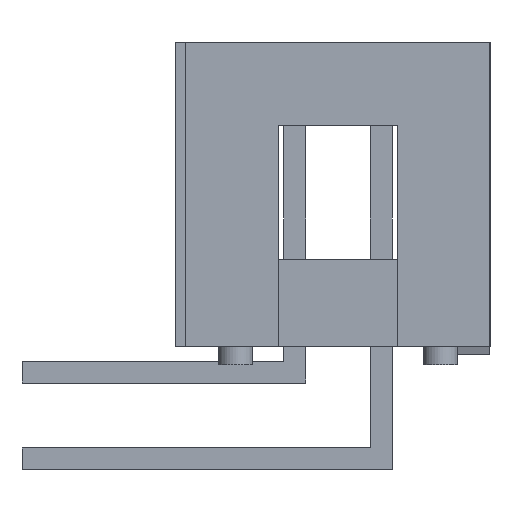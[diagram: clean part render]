
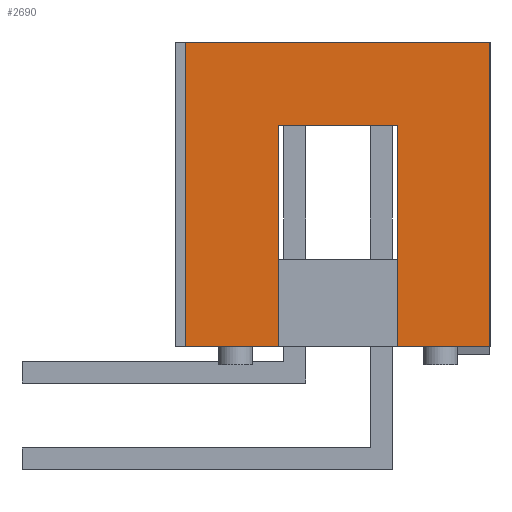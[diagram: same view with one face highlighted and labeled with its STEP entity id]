
A CAD part, left-side view. The second image highlights one B-rep face of the part: STEP entity #2690.
In plain terms, the highlighted planar face has unit normal (-1, 0, 0).
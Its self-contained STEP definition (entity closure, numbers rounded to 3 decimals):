
#2690=ADVANCED_FACE('',(#3478),#3085,.T.);
#3085=PLANE('',#10154);
#3478=FACE_OUTER_BOUND('',#3908,.T.);
#3908=EDGE_LOOP('',(#5666,#5667,#5668,#5669,#5670,#5671,#5672,#5673));
#5666=ORIENTED_EDGE('',*,*,#7660,.T.);
#5667=ORIENTED_EDGE('',*,*,#7657,.T.);
#5668=ORIENTED_EDGE('',*,*,#7661,.T.);
#5669=ORIENTED_EDGE('',*,*,#7662,.T.);
#5670=ORIENTED_EDGE('',*,*,#7663,.T.);
#5671=ORIENTED_EDGE('',*,*,#7507,.F.);
#5672=ORIENTED_EDGE('',*,*,#7664,.T.);
#5673=ORIENTED_EDGE('',*,*,#7560,.T.);
#6563=VERTEX_POINT('',#13677);
#6564=VERTEX_POINT('',#13679);
#6600=VERTEX_POINT('',#13788);
#6601=VERTEX_POINT('',#13790);
#6669=VERTEX_POINT('',#13982);
#6670=VERTEX_POINT('',#13983);
#6671=VERTEX_POINT('',#13990);
#6672=VERTEX_POINT('',#13992);
#7507=EDGE_CURVE('',#6563,#6564,#8526,.T.);
#7560=EDGE_CURVE('',#6601,#6600,#8579,.T.);
#7657=EDGE_CURVE('',#6669,#6670,#8674,.T.);
#7660=EDGE_CURVE('',#6600,#6669,#8677,.T.);
#7661=EDGE_CURVE('',#6670,#6671,#8678,.T.);
#7662=EDGE_CURVE('',#6671,#6672,#8679,.T.);
#7663=EDGE_CURVE('',#6672,#6564,#8680,.T.);
#7664=EDGE_CURVE('',#6563,#6601,#8681,.T.);
#8526=LINE('',#13678,#9539);
#8579=LINE('',#13789,#9592);
#8674=LINE('',#13981,#9687);
#8677=LINE('',#13987,#9690);
#8678=LINE('',#13989,#9691);
#8679=LINE('',#13991,#9692);
#8680=LINE('',#13993,#9693);
#8681=LINE('',#13994,#9694);
#9539=VECTOR('',#11626,1.);
#9592=VECTOR('',#11721,1.);
#9687=VECTOR('',#11874,1.);
#9690=VECTOR('',#11879,1.);
#9691=VECTOR('',#11882,1.);
#9692=VECTOR('',#11883,1.);
#9693=VECTOR('',#11884,1.);
#9694=VECTOR('',#11885,1.);
#10154=AXIS2_PLACEMENT_3D('',#13995,#11886,#11887);
#11626=DIRECTION('',(0.,0.,1.));
#11721=DIRECTION('',(0.,0.,1.));
#11874=DIRECTION('',(0.,0.,-1.));
#11879=DIRECTION('',(0.,-1.,0.));
#11882=DIRECTION('',(0.,-1.,0.));
#11883=DIRECTION('',(0.,0.,1.));
#11884=DIRECTION('',(0.,1.,0.));
#11885=DIRECTION('',(0.,-1.,0.));
#11886=DIRECTION('',(-1.,0.,0.));
#11887=DIRECTION('',(0.,-1.,0.));
#13677=CARTESIAN_POINT('',(-20.3,4.45,-8.9));
#13678=CARTESIAN_POINT('',(-20.3,4.45,-8.9));
#13679=CARTESIAN_POINT('',(-20.3,4.45,0.));
#13788=CARTESIAN_POINT('',(-20.3,1.75,-2.45));
#13789=CARTESIAN_POINT('',(-20.3,1.75,-8.9));
#13790=CARTESIAN_POINT('',(-20.3,1.75,-8.9));
#13981=CARTESIAN_POINT('',(-20.3,-1.75,-2.45));
#13982=CARTESIAN_POINT('',(-20.3,-1.75,-2.45));
#13983=CARTESIAN_POINT('',(-20.3,-1.75,-8.9));
#13987=CARTESIAN_POINT('',(-20.3,1.75,-2.45));
#13989=CARTESIAN_POINT('',(-20.3,-1.75,-8.9));
#13990=CARTESIAN_POINT('',(-20.3,-4.45,-8.9));
#13991=CARTESIAN_POINT('',(-20.3,-4.45,-8.9));
#13992=CARTESIAN_POINT('',(-20.3,-4.45,0.));
#13993=CARTESIAN_POINT('',(-20.3,-4.45,0.));
#13994=CARTESIAN_POINT('',(-20.3,4.45,-8.9));
#13995=CARTESIAN_POINT('',(-20.3,4.45,-8.9));
